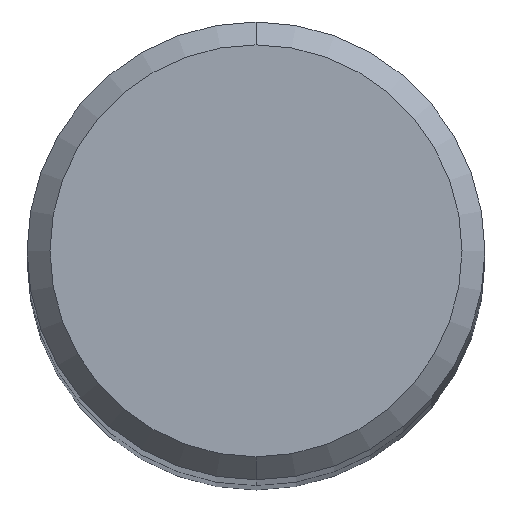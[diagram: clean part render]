
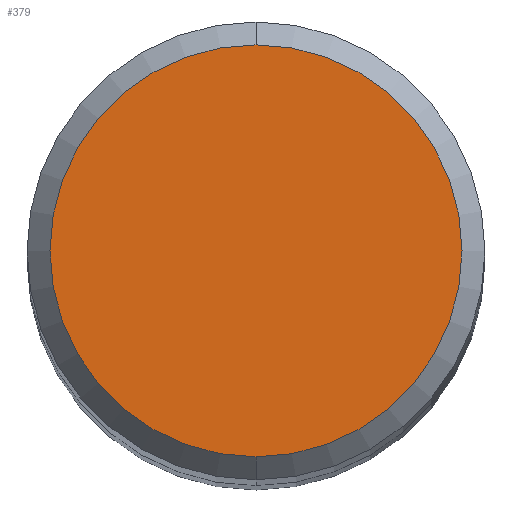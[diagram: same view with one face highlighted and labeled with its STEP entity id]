
A CAD part, top view. The second image highlights one B-rep face of the part: STEP entity #379.
In plain terms, the highlighted planar face has unit normal (0, 0, 1).
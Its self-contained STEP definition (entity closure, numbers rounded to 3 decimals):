
#261=EDGE_CURVE('',#295,#377,#547,.T.);
#295=VERTEX_POINT('',#581);
#357=EDGE_CURVE('',#377,#295,#649,.T.);
#377=VERTEX_POINT('',#674);
#379=ADVANCED_FACE('',(#676),#677,.T.);
#547=CIRCLE('',#968,5.4);
#581=CARTESIAN_POINT('',(0.,-5.4,0.0));
#649=CIRCLE('',#1247,5.4);
#674=CARTESIAN_POINT('',(0.0,5.4,0.0));
#676=FACE_OUTER_BOUND('',#1295,.T.);
#677=PLANE('',#1296);
#968=AXIS2_PLACEMENT_3D('',#1503,#1504,#1505);
#1247=AXIS2_PLACEMENT_3D('',#1589,#1590,#1591);
#1295=EDGE_LOOP('',(#1646,#1647));
#1296=AXIS2_PLACEMENT_3D('',#1648,#1649,#1650);
#1503=CARTESIAN_POINT('',(0.0,0.0,0.0));
#1504=DIRECTION('',(0.0,0.0,-1.0));
#1505=DIRECTION('',(0.0,1.0,0.0));
#1589=CARTESIAN_POINT('',(0.0,0.0,0.0));
#1590=DIRECTION('',(0.0,0.0,-1.0));
#1591=DIRECTION('',(0.0,1.0,0.0));
#1646=ORIENTED_EDGE('',*,*,#357,.F.);
#1647=ORIENTED_EDGE('',*,*,#261,.F.);
#1648=CARTESIAN_POINT('',(0.0,2.7,0.0));
#1649=DIRECTION('',(-0.0,0.0,1.0));
#1650=DIRECTION('',(0.0,-1.0,0.0));
